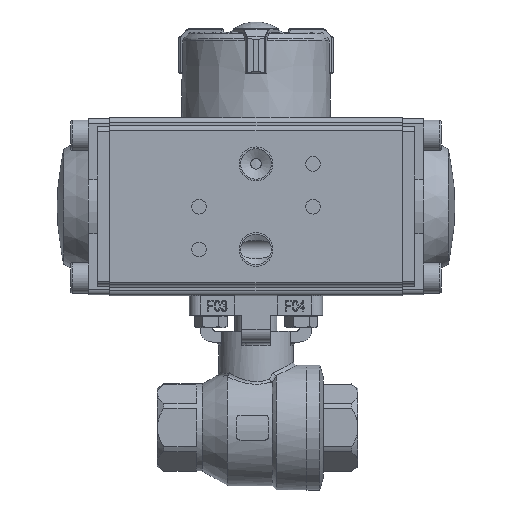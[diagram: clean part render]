
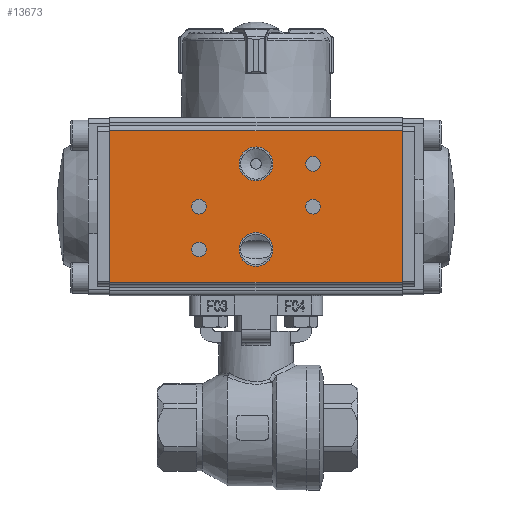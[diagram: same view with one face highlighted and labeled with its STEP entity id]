
A CAD part, front view. The second image highlights one B-rep face of the part: STEP entity #13673.
In plain terms, the highlighted face is planar.
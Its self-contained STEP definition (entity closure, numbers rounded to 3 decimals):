
#648=PLANE('',#15179);
#1074=CIRCLE('',#15029,2.067);
#1076=CIRCLE('',#15032,2.067);
#1125=CIRCLE('',#15108,4.765);
#1127=CIRCLE('',#15111,4.765);
#1129=CIRCLE('',#15114,2.067);
#1131=CIRCLE('',#15117,2.067);
#2013=LINE('',#25238,#2883);
#2017=LINE('',#25248,#2887);
#2018=LINE('',#25250,#2888);
#2019=LINE('',#25252,#2889);
#2883=VECTOR('',#17823,1000.);
#2887=VECTOR('',#17833,1000.);
#2888=VECTOR('',#17834,1000.);
#2889=VECTOR('',#17835,1000.);
#5072=ORIENTED_EDGE('',*,*,#7980,.F.);
#5073=ORIENTED_EDGE('',*,*,#7981,.F.);
#5074=ORIENTED_EDGE('',*,*,#7982,.T.);
#5075=ORIENTED_EDGE('',*,*,#7975,.T.);
#5076=ORIENTED_EDGE('',*,*,#7867,.T.);
#5077=ORIENTED_EDGE('',*,*,#7869,.T.);
#5078=ORIENTED_EDGE('',*,*,#7932,.T.);
#5079=ORIENTED_EDGE('',*,*,#7930,.T.);
#5080=ORIENTED_EDGE('',*,*,#7928,.T.);
#5081=ORIENTED_EDGE('',*,*,#7926,.T.);
#7867=EDGE_CURVE('',#9504,#9504,#1074,.T.);
#7869=EDGE_CURVE('',#9506,#9506,#1076,.T.);
#7926=EDGE_CURVE('',#9561,#9561,#1125,.T.);
#7928=EDGE_CURVE('',#9563,#9563,#1127,.T.);
#7930=EDGE_CURVE('',#9565,#9565,#1129,.T.);
#7932=EDGE_CURVE('',#9567,#9567,#1131,.T.);
#7975=EDGE_CURVE('',#9599,#9598,#2013,.T.);
#7980=EDGE_CURVE('',#9602,#9598,#2017,.T.);
#7981=EDGE_CURVE('',#9603,#9602,#2018,.T.);
#7982=EDGE_CURVE('',#9603,#9599,#2019,.T.);
#9504=VERTEX_POINT('',#24896);
#9506=VERTEX_POINT('',#24901);
#9561=VERTEX_POINT('',#25105);
#9563=VERTEX_POINT('',#25110);
#9565=VERTEX_POINT('',#25115);
#9567=VERTEX_POINT('',#25120);
#9598=VERTEX_POINT('',#25237);
#9599=VERTEX_POINT('',#25239);
#9602=VERTEX_POINT('',#25249);
#9603=VERTEX_POINT('',#25251);
#11130=EDGE_LOOP('',(#5072,#5073,#5074,#5075));
#11131=EDGE_LOOP('',(#5076));
#11132=EDGE_LOOP('',(#5077));
#11133=EDGE_LOOP('',(#5078));
#11134=EDGE_LOOP('',(#5079));
#11135=EDGE_LOOP('',(#5080));
#11136=EDGE_LOOP('',(#5081));
#12354=FACE_BOUND('',#11130,.T.);
#12355=FACE_BOUND('',#11131,.T.);
#12356=FACE_BOUND('',#11132,.T.);
#12357=FACE_BOUND('',#11133,.T.);
#12358=FACE_BOUND('',#11134,.T.);
#12359=FACE_BOUND('',#11135,.T.);
#12360=FACE_BOUND('',#11136,.T.);
#13673=ADVANCED_FACE('',(#12354,#12355,#12356,#12357,#12358,#12359,#12360),
#648,.F.);
#15029=AXIS2_PLACEMENT_3D('',#24895,#17500,#17501);
#15032=AXIS2_PLACEMENT_3D('',#24900,#17506,#17507);
#15108=AXIS2_PLACEMENT_3D('',#25104,#17658,#17659);
#15111=AXIS2_PLACEMENT_3D('',#25109,#17664,#17665);
#15114=AXIS2_PLACEMENT_3D('',#25114,#17670,#17671);
#15117=AXIS2_PLACEMENT_3D('',#25119,#17676,#17677);
#15179=AXIS2_PLACEMENT_3D('',#25247,#17831,#17832);
#17500=DIRECTION('',(-1.,0.,0.));
#17501=DIRECTION('',(0.,0.,1.));
#17506=DIRECTION('',(-1.,0.,0.));
#17507=DIRECTION('',(0.,0.,1.));
#17658=DIRECTION('',(-1.,0.,0.));
#17659=DIRECTION('',(0.,0.,1.));
#17664=DIRECTION('',(-1.,0.,0.));
#17665=DIRECTION('',(0.,0.,1.));
#17670=DIRECTION('',(-1.,0.,0.));
#17671=DIRECTION('',(0.,0.,1.));
#17676=DIRECTION('',(-1.,0.,0.));
#17677=DIRECTION('',(0.,0.,1.));
#17823=DIRECTION('',(0.,0.,1.));
#17831=DIRECTION('',(-1.,0.,0.));
#17832=DIRECTION('',(0.,0.,1.));
#17833=DIRECTION('',(0.,1.,0.));
#17834=DIRECTION('',(0.,0.,1.));
#17835=DIRECTION('',(0.,1.,0.));
#24895=CARTESIAN_POINT('',(27.,-12.,16.));
#24896=CARTESIAN_POINT('',(27.,-12.,18.067));
#24900=CARTESIAN_POINT('',(27.,0.,16.));
#24901=CARTESIAN_POINT('',(27.,0.,18.067));
#25104=CARTESIAN_POINT('',(27.,12.,0.));
#25105=CARTESIAN_POINT('',(27.,12.,4.765));
#25109=CARTESIAN_POINT('',(27.,-12.,0.));
#25110=CARTESIAN_POINT('',(27.,-12.,4.765));
#25114=CARTESIAN_POINT('',(27.,0.,-16.));
#25115=CARTESIAN_POINT('',(27.,0.,-13.933));
#25119=CARTESIAN_POINT('',(27.,12.,-16.));
#25120=CARTESIAN_POINT('',(27.,12.,-13.933));
#25237=CARTESIAN_POINT('',(27.,21.25,41.));
#25238=CARTESIAN_POINT('',(27.,21.25,0.));
#25239=CARTESIAN_POINT('',(27.,21.25,-41.));
#25247=CARTESIAN_POINT('',(27.,21.75,0.));
#25248=CARTESIAN_POINT('',(27.,0.,41.));
#25249=CARTESIAN_POINT('',(27.,-21.25,41.));
#25250=CARTESIAN_POINT('',(27.,-21.25,0.));
#25251=CARTESIAN_POINT('',(27.,-21.25,-41.));
#25252=CARTESIAN_POINT('',(27.,0.,-41.));
